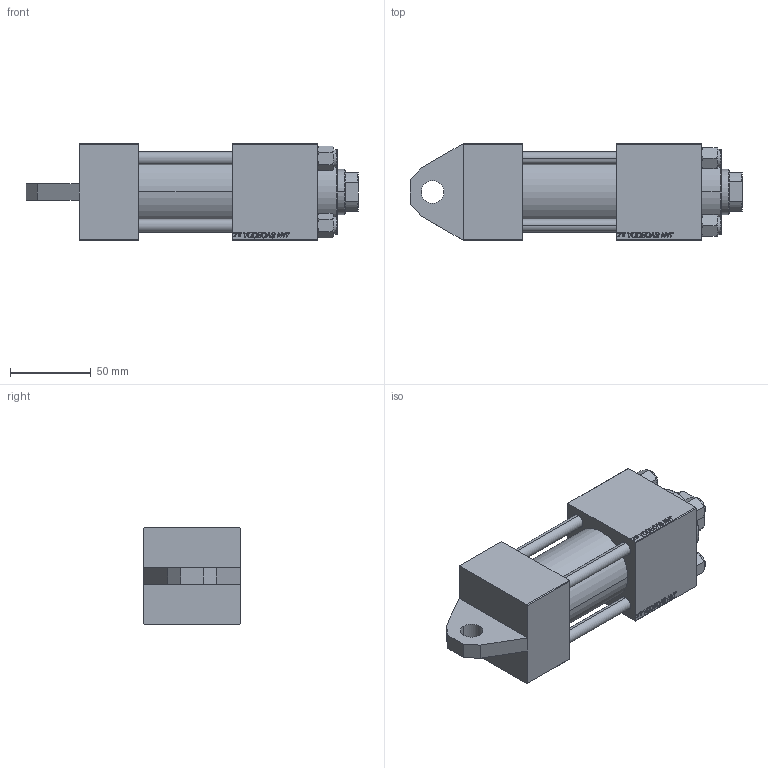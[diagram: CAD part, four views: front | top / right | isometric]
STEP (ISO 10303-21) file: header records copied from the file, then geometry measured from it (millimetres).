
FILE_DESCRIPTION (( 'STEP AP203' ), '1' );
FILE_NAME ('e2e7.STEP', '2023-08-22T20:26:16', ( '' ), ( '' ), 'SwSTEP 2.0', 'SolidWorks 2019', '' );
FILE_SCHEMA (( 'CONFIG_CONTROL_DESIGN' ));
Length unit declared in the file: millimetre
Products named in the file (6): e2e7; V215_VC_A 4f4c41e2fefc8dbb3749181fbb03d828; V215CR_VCP_I 4f4c41e2fefc8dbb3749181fbb03d828; V215CR_I_Body 4f4c41e2fefc8dbb3749181fbb03d828; NUT_M5_I 4f4c41e2fefc8dbb3749181fbb03d828; V215CR_TYCINKA_I 4f4c41e2fefc8dbb3749181fbb03d828
Assembly tree (11 placements, depth 2):
  e2e7
    V215CR_I_Body 4f4c41e2fefc8dbb3749181fbb03d828
    V215CR_VCP_I 4f4c41e2fefc8dbb3749181fbb03d828
    V215CR_TYCINKA_I 4f4c41e2fefc8dbb3749181fbb03d828  x4
    NUT_M5_I 4f4c41e2fefc8dbb3749181fbb03d828  x4
    V215_VC_A 4f4c41e2fefc8dbb3749181fbb03d828
Bounding box: 206 x 60 x 60 mm (x, y, z)
Volume: 439854.9 mm3; surface area: 115682.7 mm2
Topology: 11 solids, 11 shells, 1079 faces, 2720 edges, 1763 vertices
Faces by surface type: plane 502, bspline 360, cone 128, cylinder 81, torus 8
Entity records: 46080 total; most frequent: CARTESIAN_POINT 24313, ORIENTED_EDGE 4932, DIRECTION 3118, EDGE_CURVE 2466, VERTEX_POINT 1619, VECTOR 1518, LINE 1518, EDGE_LOOP 1073
